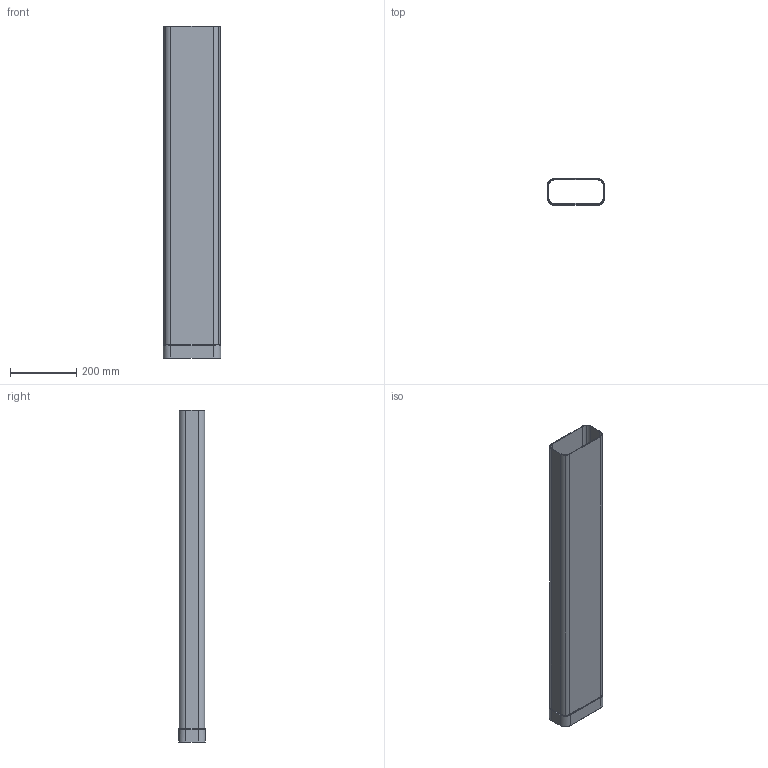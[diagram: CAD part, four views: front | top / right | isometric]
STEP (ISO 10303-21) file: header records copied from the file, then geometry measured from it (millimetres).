
FILE_DESCRIPTION(('STEP AP203'),'1');
FILE_NAME('4033004_V MF-VRM 125 Flachkanalrohr 1000.STP','2019-08-09T10:47:39',(' '),(' '),'Spatial InterOp 3D',' ',' ');
FILE_SCHEMA(('CONFIG_CONTROL_DESIGN'));
Length unit declared in the file: millimetre
Products named in the file (1): 1
Bounding box: 173 x 81 x 1000 mm (x, y, z)
Volume: 990100.8 mm3; surface area: 905525.7 mm2
Topology: 1 solids, 1 shells, 82 faces, 192 edges, 112 vertices
Faces by surface type: cylinder 48, plane 18, torus 12, bspline 4
Entity records: 4156 total; most frequent: CARTESIAN_POINT 2195, DIRECTION 438, ORIENTED_EDGE 384, EDGE_CURVE 192, AXIS2_PLACEMENT_3D 175, VERTEX_POINT 112, CIRCLE 96, LINE 88
